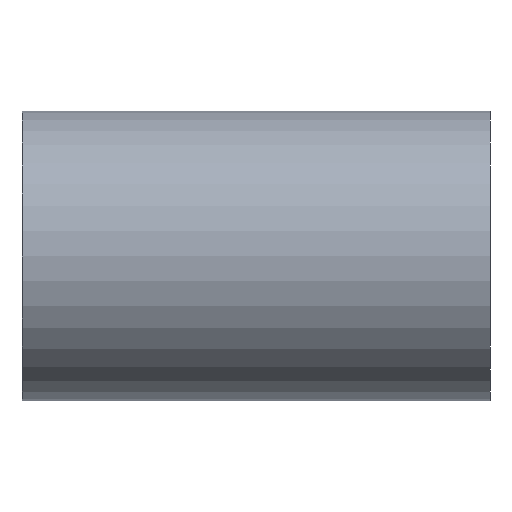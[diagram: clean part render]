
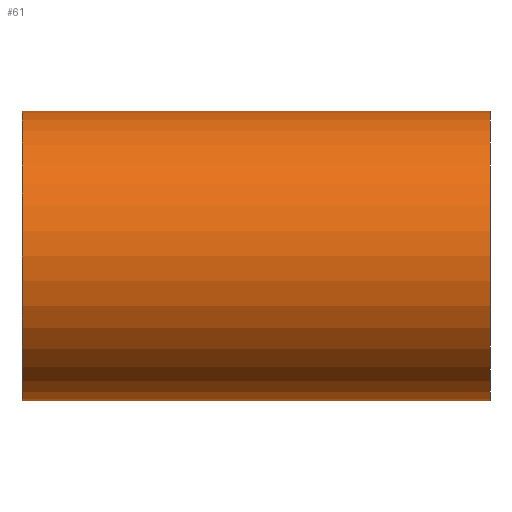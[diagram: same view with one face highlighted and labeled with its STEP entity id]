
A CAD part, front view. The second image highlights one B-rep face of the part: STEP entity #61.
In plain terms, the highlighted cylindrical face has radius 12.375 mm (diameter 24.75 mm), a full revolution.
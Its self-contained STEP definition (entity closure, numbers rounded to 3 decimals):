
#61 = ADVANCED_FACE( '', ( #137, #138 ), #139, .T. );
#137 = FACE_OUTER_BOUND( '', #228, .T. );
#138 = FACE_OUTER_BOUND( '', #229, .T. );
#139 = CYLINDRICAL_SURFACE( '', #230, 12.375 );
#228 = EDGE_LOOP( '', ( #338 ) );
#229 = EDGE_LOOP( '', ( #339 ) );
#230 = AXIS2_PLACEMENT_3D( '', #340, #341, #342 );
#338 = ORIENTED_EDGE( '', *, *, #579, .F. );
#339 = ORIENTED_EDGE( '', *, *, #580, .T. );
#340 = CARTESIAN_POINT( '', ( 40., 0., 0. ) );
#341 = DIRECTION( '', ( 1., 0., 0. ) );
#342 = DIRECTION( '', ( 0., 0., 1. ) );
#579 = EDGE_CURVE( '', #700, #700, #701, .T. );
#580 = EDGE_CURVE( '', #702, #702, #703, .T. );
#700 = VERTEX_POINT( '', #867 );
#701 = CIRCLE( '', #868, 12.375 );
#702 = VERTEX_POINT( '', #869 );
#703 = CIRCLE( '', #870, 12.375 );
#867 = CARTESIAN_POINT( '', ( 40., 0., -12.375 ) );
#868 = AXIS2_PLACEMENT_3D( '', #1032, #1033, #1034 );
#869 = CARTESIAN_POINT( '', ( 0., 0., -12.375 ) );
#870 = AXIS2_PLACEMENT_3D( '', #1035, #1036, #1037 );
#1032 = CARTESIAN_POINT( '', ( 40., 0., 0. ) );
#1033 = DIRECTION( '', ( 1., 0., 0. ) );
#1034 = DIRECTION( '', ( 0., 0., -1. ) );
#1035 = CARTESIAN_POINT( '', ( 0., 0., 0. ) );
#1036 = DIRECTION( '', ( 1., 0., 0. ) );
#1037 = DIRECTION( '', ( 0., 0., -1. ) );
